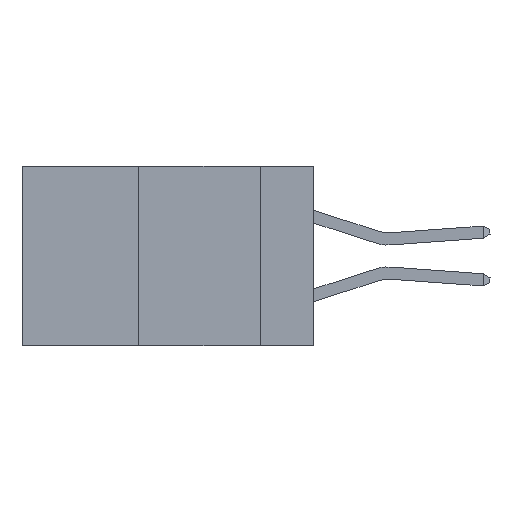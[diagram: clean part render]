
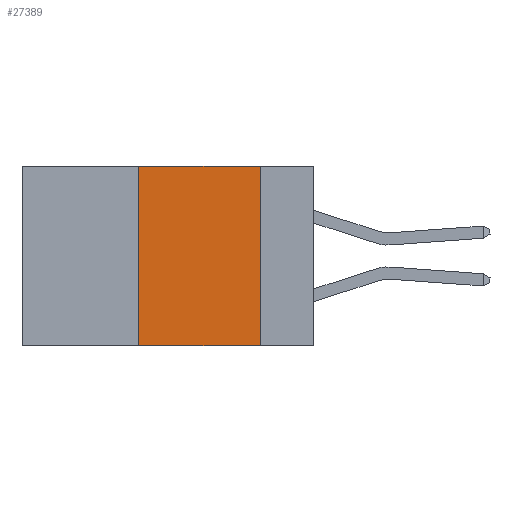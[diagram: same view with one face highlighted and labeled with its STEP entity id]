
A CAD part, left-side view. The second image highlights one B-rep face of the part: STEP entity #27389.
In plain terms, the highlighted planar face has unit normal (-1, 0, 0).
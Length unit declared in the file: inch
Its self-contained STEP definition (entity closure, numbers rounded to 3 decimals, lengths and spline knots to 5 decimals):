
#447 = LINE ( 'NONE', #25502, #22183 ) ;
#509 = ORIENTED_EDGE ( 'NONE', *, *, #25436, .T. ) ;
#1159 = DIRECTION ( 'NONE',  ( 0., 0., -1. ) ) ;
#5977 = DIRECTION ( 'NONE',  ( 1., 0., 0. ) ) ;
#7717 = VECTOR ( 'NONE', #43375, 39.37008 ) ;
#7750 = DIRECTION ( 'NONE',  ( 0., -1., 0. ) ) ;
#8072 = VERTEX_POINT ( 'NONE', #13645 ) ;
#9325 = VERTEX_POINT ( 'NONE', #15012 ) ;
#9965 = FACE_OUTER_BOUND ( 'NONE', #43093, .T. ) ;
#12089 = CARTESIAN_POINT ( 'NONE',  ( 0., 0.6, 0. ) ) ;
#12527 = VECTOR ( 'NONE', #31235, 39.37008 ) ;
#13645 = CARTESIAN_POINT ( 'NONE',  ( 0., 0.11, 0. ) ) ;
#15012 = CARTESIAN_POINT ( 'NONE',  ( 0., 0.36, -0.37 ) ) ;
#18232 = ORIENTED_EDGE ( 'NONE', *, *, #24963, .F. ) ;
#21614 = VERTEX_POINT ( 'NONE', #27423 ) ;
#22020 = VERTEX_POINT ( 'NONE', #25284 ) ;
#22183 = VECTOR ( 'NONE', #7750, 39.37008 ) ;
#23746 = AXIS2_PLACEMENT_3D ( 'NONE', #12089, #5977, #1159 ) ;
#23847 = ORIENTED_EDGE ( 'NONE', *, *, #24222, .F. ) ;
#24222 = EDGE_CURVE ( 'NONE', #8072, #21614, #30382, .T. ) ;
#24963 = EDGE_CURVE ( 'NONE', #22020, #8072, #41073, .T. ) ;
#25284 = CARTESIAN_POINT ( 'NONE',  ( 0., 0.36, 0. ) ) ;
#25436 = EDGE_CURVE ( 'NONE', #9325, #21614, #447, .T. ) ;
#25475 = VECTOR ( 'NONE', #42546, 39.37008 ) ;
#25502 = CARTESIAN_POINT ( 'NONE',  ( 0., 0.6, -0.37 ) ) ;
#25938 = CARTESIAN_POINT ( 'NONE',  ( 0., 0.6, 0. ) ) ;
#27389 = ADVANCED_FACE ( 'NONE', ( #9965 ), #43691, .F. ) ;
#27423 = CARTESIAN_POINT ( 'NONE',  ( 0., 0.11, -0.37 ) ) ;
#29410 = EDGE_CURVE ( 'NONE', #9325, #22020, #30475, .T. ) ;
#30382 = LINE ( 'NONE', #44638, #12527 ) ;
#30475 = LINE ( 'NONE', #39897, #7717 ) ;
#31235 = DIRECTION ( 'NONE',  ( 0., 0., -1. ) ) ;
#39031 = ORIENTED_EDGE ( 'NONE', *, *, #29410, .F. ) ;
#39897 = CARTESIAN_POINT ( 'NONE',  ( 0., 0.36, 0. ) ) ;
#41073 = LINE ( 'NONE', #25938, #25475 ) ;
#42546 = DIRECTION ( 'NONE',  ( 0., -1., 0. ) ) ;
#43093 = EDGE_LOOP ( 'NONE', ( #23847, #18232, #39031, #509 ) ) ;
#43375 = DIRECTION ( 'NONE',  ( 0., 0., 1. ) ) ;
#43691 = PLANE ( 'NONE',  #23746 ) ;
#44638 = CARTESIAN_POINT ( 'NONE',  ( 0., 0.11, 0. ) ) ;
